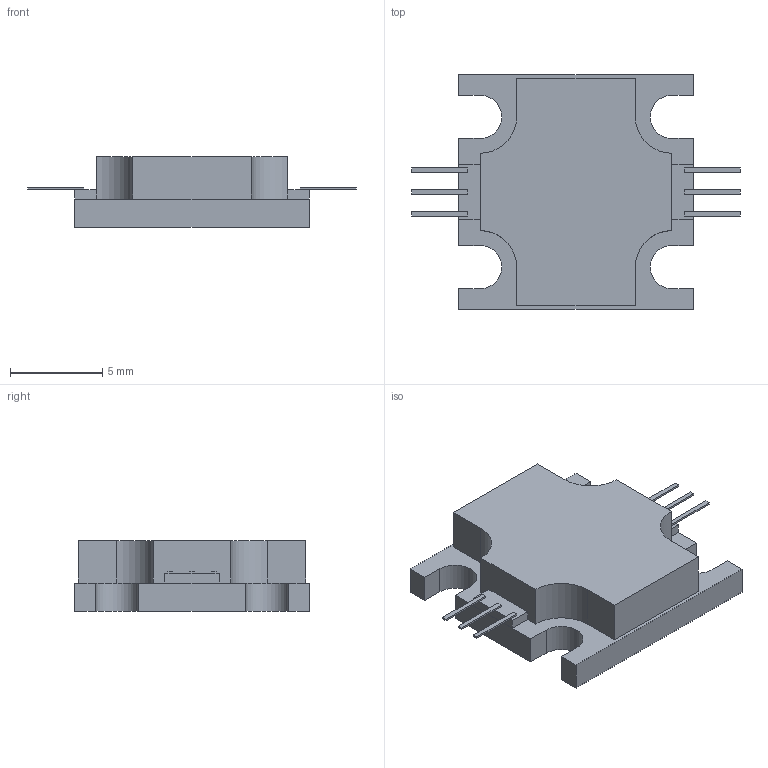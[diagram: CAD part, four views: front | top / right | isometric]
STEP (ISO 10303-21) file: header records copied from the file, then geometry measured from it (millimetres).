
FILE_DESCRIPTION(/* description */ (''),/* implementation_level */ '2;1');
FILE_NAME(/* name */ '5f8f0589522b621640b0172e',/* time_stamp */ '2020-10-20T15:43:06+00:00',/* author */ (''),/* organization */ (''),/* preprocessor_version */ 'ST-DEVELOPER v16.7',/* originating_system */ $,/* authorisation */ $);
FILE_SCHEMA (('AUTOMOTIVE_DESIGN {1 0 10303 214 3 1 1}'));
Length unit declared in the file: metre
Products named in the file (10): Part 7; Part 6; Part 5; Part 10; Part 9; Part 8; Part 4; Part 3; Part 2; Part 1
Bounding box: 17.78 x 12.7 x 3.81 mm (x, y, z)
Volume: 445.8 mm3; surface area: 712 mm2
Topology: 10 solids, 10 shells, 84 faces, 192 edges, 128 vertices
Faces by surface type: plane 76, cylinder 8
Entity records: 2591 total; most frequent: CARTESIAN_POINT 414, DIRECTION 396, ORIENTED_EDGE 384, EDGE_CURVE 192, LINE 176, VECTOR 176, VERTEX_POINT 128, AXIS2_PLACEMENT_3D 110
